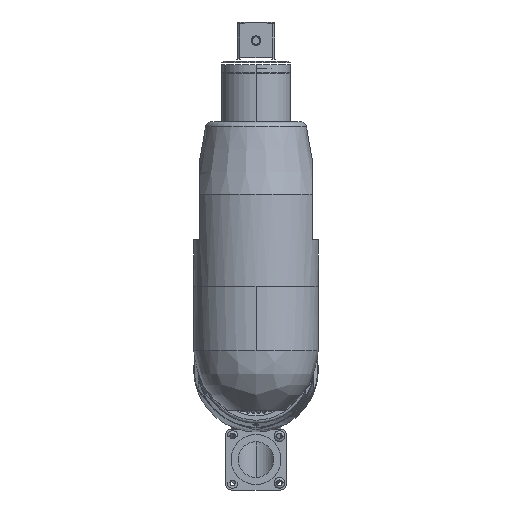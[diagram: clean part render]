
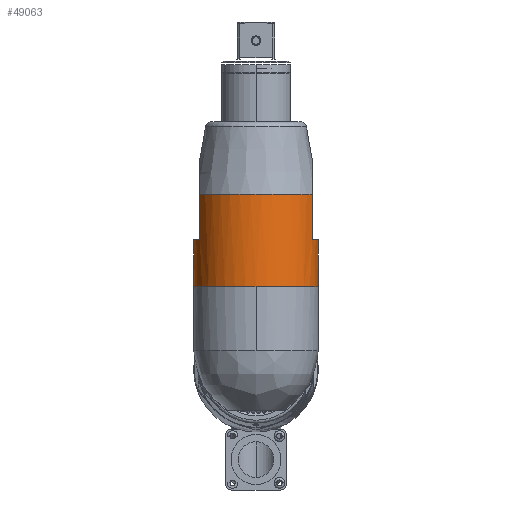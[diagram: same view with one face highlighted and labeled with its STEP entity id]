
A CAD part, left-side view. The second image highlights one B-rep face of the part: STEP entity #49063.
In plain terms, the highlighted cylindrical face has radius 31.686 mm (diameter 63.373 mm), a partial arc.
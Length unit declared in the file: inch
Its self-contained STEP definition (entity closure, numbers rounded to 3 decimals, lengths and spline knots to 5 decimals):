
#48808=CARTESIAN_POINT('',(-18.47695,0.005,2.597));
#48809=DIRECTION('',(0.,0.,1.));
#48810=DIRECTION('',(0.,1.,0.));
#48811=AXIS2_PLACEMENT_3D('',#48808,#48809,#48810);
#48813=CARTESIAN_POINT('',(-18.47695,0.005,2.597));
#48814=DIRECTION('',(0.,0.,1.));
#48815=DIRECTION('',(-0.432,-0.902,0.));
#48816=AXIS2_PLACEMENT_3D('',#48813,#48814,#48815);
#48818=CARTESIAN_POINT('',(-18.47695,0.005,1.659));
#48819=DIRECTION('',(0.,0.,-1.));
#48820=DIRECTION('',(0.,-1.,0.));
#48821=AXIS2_PLACEMENT_3D('',#48818,#48819,#48820);
#48823=DIRECTION('',(0.,0.,-1.));
#48824=VECTOR('',#48823,0.906);
#48825=CARTESIAN_POINT('',(-19.01605,1.13,3.503));
#48826=LINE('',#48825,#48824);
#48880=DIRECTION('',(0.,0.,1.));
#48881=VECTOR('',#48880,0.938);
#48882=CARTESIAN_POINT('',(-18.47695,1.2525,1.659));
#48883=LINE('',#48882,#48881);
#48889=DIRECTION('',(0.,0.,1.));
#48890=VECTOR('',#48889,0.938);
#48891=CARTESIAN_POINT('',(-18.47695,-1.2425,1.659));
#48892=LINE('',#48891,#48890);
#48898=DIRECTION('',(0.,0.,-1.));
#48899=VECTOR('',#48898,0.906);
#48900=CARTESIAN_POINT('',(-19.01605,-1.12,3.503));
#48901=LINE('',#48900,#48899);
#48940=CARTESIAN_POINT('',(-18.47695,0.005,3.503));
#48941=DIRECTION('',(0.,0.,-1.));
#48942=DIRECTION('',(-0.432,-0.902,0.));
#48943=AXIS2_PLACEMENT_3D('',#48940,#48941,#48942);
#49006=CARTESIAN_POINT('',(-18.47695,-1.2425,1.659));
#49007=CARTESIAN_POINT('',(-18.47695,1.2525,1.659));
#49008=VERTEX_POINT('',#49006);
#49009=VERTEX_POINT('',#49007);
#49014=CARTESIAN_POINT('',(-19.01605,1.13,2.597));
#49015=CARTESIAN_POINT('',(-18.47695,1.2525,2.597));
#49016=VERTEX_POINT('',#49014);
#49017=VERTEX_POINT('',#49015);
#49018=CARTESIAN_POINT('',(-19.01605,1.13,3.503));
#49019=VERTEX_POINT('',#49018);
#49020=CARTESIAN_POINT('',(-19.01605,-1.12,3.503));
#49021=CARTESIAN_POINT('',(-19.01605,-1.12,2.597));
#49022=VERTEX_POINT('',#49020);
#49023=VERTEX_POINT('',#49021);
#49024=CARTESIAN_POINT('',(-18.47695,-1.2425,2.597));
#49025=VERTEX_POINT('',#49024);
#49040=CARTESIAN_POINT('',(-18.47695,0.005,5.14895));
#49041=DIRECTION('',(0.,0.,-1.));
#49042=DIRECTION('',(0.,1.,0.));
#49043=AXIS2_PLACEMENT_3D('',#49040,#49041,#49042);
#49044=CYLINDRICAL_SURFACE('',#49043,1.2475);
#49046=ORIENTED_EDGE('',*,*,#49045,.T.);
#49048=ORIENTED_EDGE('',*,*,#49047,.F.);
#49050=ORIENTED_EDGE('',*,*,#49049,.F.);
#49052=ORIENTED_EDGE('',*,*,#49051,.T.);
#49054=ORIENTED_EDGE('',*,*,#49053,.T.);
#49056=ORIENTED_EDGE('',*,*,#49055,.F.);
#49058=ORIENTED_EDGE('',*,*,#49057,.T.);
#49060=ORIENTED_EDGE('',*,*,#49059,.T.);
#49061=EDGE_LOOP('',(#49046,#49048,#49050,#49052,#49054,#49056,#49058,#49060));
#49062=FACE_OUTER_BOUND('',#49061,.F.);
#49063=ADVANCED_FACE('',(#49062),#49044,.T.);
#48812=CIRCLE('',#48811,1.2475);
#48817=CIRCLE('',#48816,1.2475);
#48822=CIRCLE('',#48821,1.2475);
#48944=CIRCLE('',#48943,1.2475);
#49045=EDGE_CURVE('',#49017,#49016,#48812,.T.);
#49047=EDGE_CURVE('',#49019,#49016,#48826,.T.);
#49049=EDGE_CURVE('',#49022,#49019,#48944,.T.);
#49051=EDGE_CURVE('',#49022,#49023,#48901,.T.);
#49053=EDGE_CURVE('',#49023,#49025,#48817,.T.);
#49055=EDGE_CURVE('',#49008,#49025,#48892,.T.);
#49057=EDGE_CURVE('',#49008,#49009,#48822,.T.);
#49059=EDGE_CURVE('',#49009,#49017,#48883,.T.);
